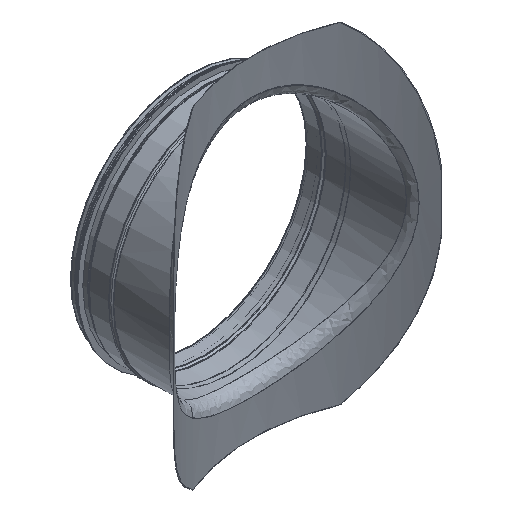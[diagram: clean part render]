
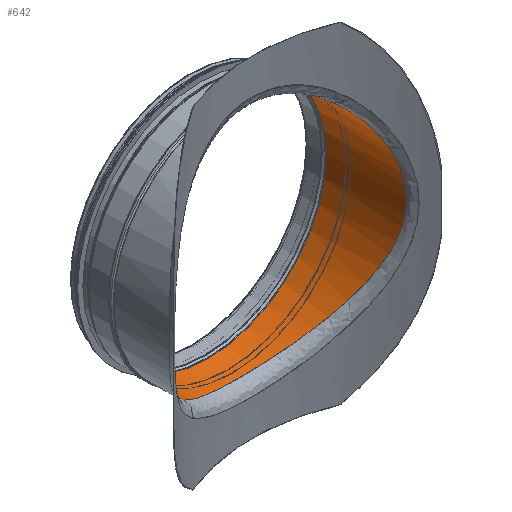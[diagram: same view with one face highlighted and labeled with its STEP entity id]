
A CAD part, isometric view. The second image highlights one B-rep face of the part: STEP entity #642.
In plain terms, the highlighted cylindrical face has radius 155.925 mm (diameter 311.85 mm), a full revolution.
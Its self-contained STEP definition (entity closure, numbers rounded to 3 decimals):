
#341=CARTESIAN_POINT('',(-155.925,200.377,0.));
#342=VERTEX_POINT('',#341);
#350=CARTESIAN_POINT('',(-155.928,200.373,0.));
#351=CARTESIAN_POINT('',(-155.928,200.373,12.044));
#352=CARTESIAN_POINT('',(-153.081,203.093,36.132));
#353=CARTESIAN_POINT('',(-141.138,213.481,69.207));
#354=CARTESIAN_POINT('',(-122.781,226.922,98.082));
#355=CARTESIAN_POINT('',(-96.128,242.341,124.926));
#356=CARTESIAN_POINT('',(-66.087,254.173,142.755));
#357=CARTESIAN_POINT('',(-35.889,260.845,152.366));
#358=CARTESIAN_POINT('',(-12.104,263.487,156.08));
#359=CARTESIAN_POINT('',(12.098,263.48,156.077));
#360=CARTESIAN_POINT('',(43.841,259.979,151.134));
#361=CARTESIAN_POINT('',(80.518,249.608,136.193));
#362=CARTESIAN_POINT('',(116.091,231.662,107.311));
#363=CARTESIAN_POINT('',(137.649,216.189,76.012));
#364=CARTESIAN_POINT('',(149.216,206.5,47.241));
#365=CARTESIAN_POINT('',(154.672,201.562,24.098));
#366=CARTESIAN_POINT('',(156.553,199.783,-0.001));
#367=CARTESIAN_POINT('',(154.672,201.562,-24.099));
#368=CARTESIAN_POINT('',(149.216,206.5,-47.241));
#369=CARTESIAN_POINT('',(137.648,216.19,-76.013));
#370=CARTESIAN_POINT('',(116.089,231.665,-107.315));
#371=CARTESIAN_POINT('',(80.518,249.606,-136.19));
#372=CARTESIAN_POINT('',(43.838,259.979,-151.135));
#373=CARTESIAN_POINT('',(12.098,263.48,-156.077));
#374=CARTESIAN_POINT('',(-12.105,263.487,-156.08));
#375=CARTESIAN_POINT('',(-35.889,260.845,-152.366));
#376=CARTESIAN_POINT('',(-66.087,254.172,-142.754));
#377=CARTESIAN_POINT('',(-96.13,242.341,-124.925));
#378=CARTESIAN_POINT('',(-122.782,226.921,-98.081));
#379=CARTESIAN_POINT('',(-141.138,213.481,-69.206));
#380=CARTESIAN_POINT('',(-153.081,203.093,-36.132));
#381=CARTESIAN_POINT('',(-155.928,200.373,-12.044));
#382=CARTESIAN_POINT('',(-155.928,200.373,0.));
#383=B_SPLINE_CURVE_WITH_KNOTS('',3,(#350,#351,#352,#353,#354,#355,#356,#357,#358,#359,#360,#361,#362,#363,#364,#365,#366,#367,#368,#369,#370,#371,#372,#373,#374,#375,#376,#377,#378,#379,#380,#381,#382),.UNSPECIFIED.,.T.,.U.,(4,1,1,1,1,1,1,1,1,1,1,1,1,1,1,1,1,1,1,1,1,1,1,1,1,1,1,1,1,1,4),(0.0,3.475,6.951,10.426,13.902,18.536,20.853,23.17,25.487,27.804,32.437,37.071,41.705,44.022,46.339,48.656,50.973,53.29,55.607,60.241,64.875,69.509,71.826,74.143,76.46,78.777,83.411,86.886,90.362,93.837,97.312),.UNSPECIFIED.);
#384=EDGE_CURVE('',#342,#342,#383,.T.);
#623=CARTESIAN_POINT('',(0.,293.75,0.0));
#624=DIRECTION('',(0.,1.0,0.0));
#625=DIRECTION('',(-1.0,0.0,0.0));
#626=AXIS2_PLACEMENT_3D('',#623,#624,#625);
#627=CYLINDRICAL_SURFACE('',#626,155.925);
#628=CARTESIAN_POINT('',(-155.925,306.5,0.0));
#629=VERTEX_POINT('',#628);
#630=CARTESIAN_POINT('',(0.,306.5,0.0));
#631=DIRECTION('',(0.0,1.0,0.0));
#632=DIRECTION('',(-1.0,0.0,0.0));
#633=AXIS2_PLACEMENT_3D('',#630,#631,#632);
#634=CIRCLE('',#633,155.925);
#635=EDGE_CURVE('',#629,#629,#634,.T.);
#636=ORIENTED_EDGE('',*,*,#635,.T.);
#637=EDGE_LOOP('',(#636));
#638=FACE_OUTER_BOUND('',#637,.T.);
#639=ORIENTED_EDGE('',*,*,#384,.F.);
#640=EDGE_LOOP('',(#639));
#641=FACE_BOUND('',#640,.T.);
#642=ADVANCED_FACE('',(#638,#641),#627,.F.);
